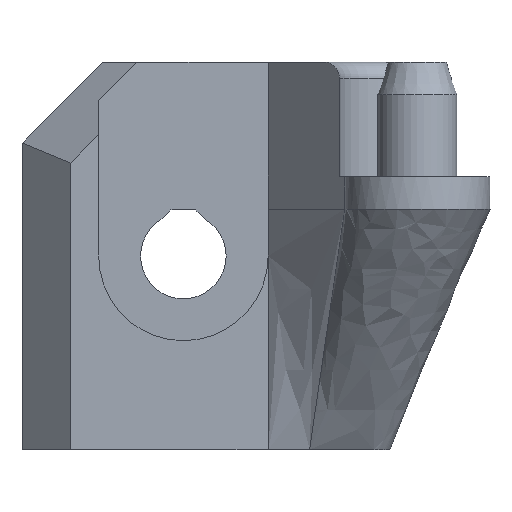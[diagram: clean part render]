
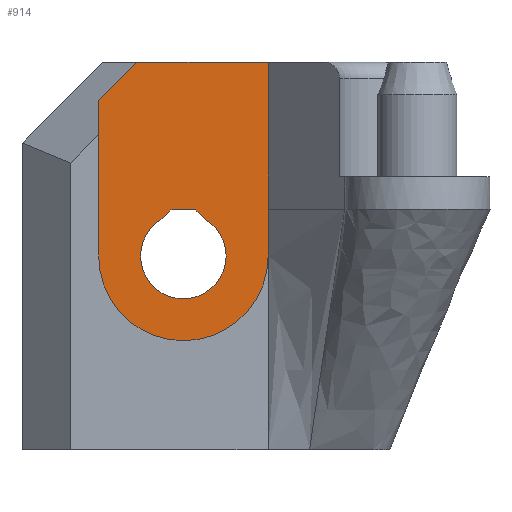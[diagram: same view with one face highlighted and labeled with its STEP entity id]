
A CAD part, left-side view. The second image highlights one B-rep face of the part: STEP entity #914.
In plain terms, the highlighted planar face has unit normal (-1, 0, 0).
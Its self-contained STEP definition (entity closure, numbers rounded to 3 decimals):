
#17=FACE_BOUND('',#370,.T.);
#30=CIRCLE('',#993,5.25);
#31=CIRCLE('',#994,2.65);
#110=LINE('',#1501,#212);
#118=LINE('',#1515,#220);
#129=LINE('',#1538,#231);
#132=LINE('',#1545,#234);
#133=LINE('',#1548,#235);
#134=LINE('',#1550,#236);
#135=LINE('',#1552,#237);
#212=VECTOR('',#1143,10.);
#220=VECTOR('',#1155,10.);
#231=VECTOR('',#1174,10.);
#234=VECTOR('',#1181,10.);
#235=VECTOR('',#1182,10.);
#236=VECTOR('',#1183,10.);
#237=VECTOR('',#1184,10.);
#276=PLANE('',#992);
#317=FACE_OUTER_BOUND('',#369,.T.);
#369=EDGE_LOOP('',(#769,#770,#771,#772,#773));
#370=EDGE_LOOP('',(#774,#775,#776,#777));
#459=VERTEX_POINT('',#1498);
#460=VERTEX_POINT('',#1500);
#464=VERTEX_POINT('',#1513);
#472=VERTEX_POINT('',#1537);
#474=VERTEX_POINT('',#1543);
#475=VERTEX_POINT('',#1546);
#476=VERTEX_POINT('',#1547);
#477=VERTEX_POINT('',#1549);
#478=VERTEX_POINT('',#1551);
#562=EDGE_CURVE('',#459,#460,#110,.T.);
#570=EDGE_CURVE('',#459,#464,#118,.T.);
#582=EDGE_CURVE('',#460,#472,#129,.T.);
#585=EDGE_CURVE('',#464,#474,#30,.T.);
#586=EDGE_CURVE('',#474,#472,#132,.T.);
#587=EDGE_CURVE('',#475,#476,#133,.T.);
#588=EDGE_CURVE('',#477,#475,#134,.T.);
#589=EDGE_CURVE('',#478,#477,#135,.T.);
#590=EDGE_CURVE('',#476,#478,#31,.T.);
#769=ORIENTED_EDGE('',*,*,#562,.F.);
#770=ORIENTED_EDGE('',*,*,#570,.T.);
#771=ORIENTED_EDGE('',*,*,#585,.T.);
#772=ORIENTED_EDGE('',*,*,#586,.T.);
#773=ORIENTED_EDGE('',*,*,#582,.F.);
#774=ORIENTED_EDGE('',*,*,#587,.F.);
#775=ORIENTED_EDGE('',*,*,#588,.F.);
#776=ORIENTED_EDGE('',*,*,#589,.F.);
#777=ORIENTED_EDGE('',*,*,#590,.F.);
#914=ADVANCED_FACE('',(#317,#17),#276,.F.);
#992=AXIS2_PLACEMENT_3D('',#1542,#1177,#1178);
#993=AXIS2_PLACEMENT_3D('',#1544,#1179,#1180);
#994=AXIS2_PLACEMENT_3D('',#1553,#1185,#1186);
#1143=DIRECTION('',(0.,-0.707,0.707));
#1155=DIRECTION('',(0.,0.,-1.));
#1174=DIRECTION('',(0.,-1.,0.));
#1177=DIRECTION('center_axis',(1.,0.,0.));
#1178=DIRECTION('ref_axis',(0.,0.,-1.));
#1179=DIRECTION('center_axis',(-1.,0.,0.));
#1180=DIRECTION('ref_axis',(0.,-1.,0.));
#1181=DIRECTION('',(0.,0.,1.));
#1182=DIRECTION('',(0.,0.707,-0.707));
#1183=DIRECTION('',(0.,1.,0.));
#1184=DIRECTION('',(0.,0.707,0.707));
#1185=DIRECTION('center_axis',(-1.,0.,0.));
#1186=DIRECTION('ref_axis',(0.,-1.,0.));
#1498=CARTESIAN_POINT('',(7.,19.75,4.629));
#1500=CARTESIAN_POINT('',(7.,17.379,7.));
#1501=CARTESIAN_POINT('',(7.,19.564,4.814));
#1513=CARTESIAN_POINT('',(7.,19.75,-5.));
#1515=CARTESIAN_POINT('',(7.,19.75,-3.313));
#1537=CARTESIAN_POINT('',(7.,9.25,7.));
#1538=CARTESIAN_POINT('',(7.,12.851,7.));
#1542=CARTESIAN_POINT('Origin',(7.,14.5,-1.625));
#1543=CARTESIAN_POINT('',(7.,9.25,-5.));
#1544=CARTESIAN_POINT('Origin',(7.,14.5,-5.));
#1545=CARTESIAN_POINT('',(7.,9.25,2.688));
#1546=CARTESIAN_POINT('',(7.,15.269,-2.149));
#1547=CARTESIAN_POINT('',(7.,15.825,-2.705));
#1548=CARTESIAN_POINT('',(7.,15.224,-2.104));
#1549=CARTESIAN_POINT('',(7.,13.731,-2.149));
#1550=CARTESIAN_POINT('',(7.,14.884,-2.149));
#1551=CARTESIAN_POINT('',(7.,13.175,-2.705));
#1552=CARTESIAN_POINT('',(7.,14.054,-1.826));
#1553=CARTESIAN_POINT('Origin',(7.,14.5,-5.));
